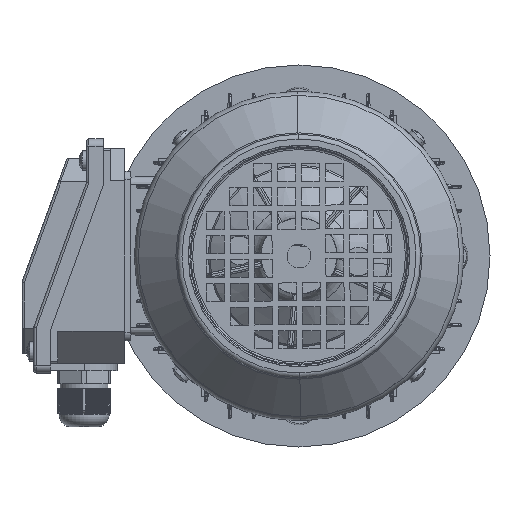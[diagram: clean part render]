
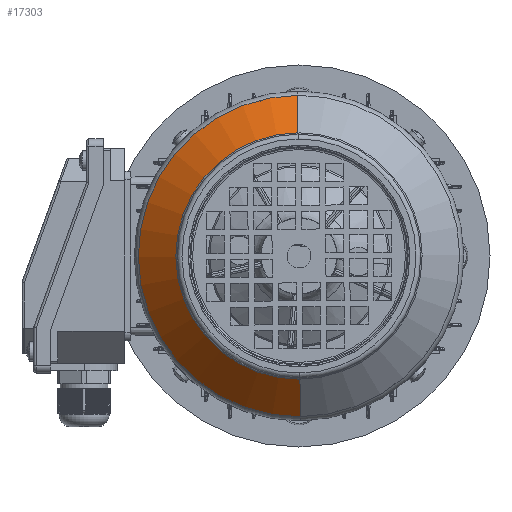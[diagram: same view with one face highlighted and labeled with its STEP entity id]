
A CAD part, left-side view. The second image highlights one B-rep face of the part: STEP entity #17303.
In plain terms, the highlighted conical face has half-angle 45 degrees and reference radius 51.586 mm.
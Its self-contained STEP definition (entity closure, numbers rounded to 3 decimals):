
#16085 = CARTESIAN_POINT ( 'NONE',  ( 53.713, 0., 67.287 ) ) ;
#16087 = DIRECTION ( 'NONE',  ( 0., 0., 1. ) ) ;
#16089 = DIRECTION ( 'NONE',  ( -1., 0., 0. ) ) ;
#16091 = CARTESIAN_POINT ( 'NONE',  ( 53.713, 0., 0. ) ) ;
#16092 = AXIS2_PLACEMENT_3D ( 'NONE', #16091, #16089, #16087 ) ;
#16094 = CIRCLE ( 'NONE', #16092, 67.287 ) ;
#16100 = CARTESIAN_POINT ( 'NONE',  ( 53.713, 0., -67.287 ) ) ;
#16102 = DIRECTION ( 'NONE',  ( -0.707, 0., -0.707 ) ) ;
#16103 = VECTOR ( 'NONE', #16102, 1000. ) ;
#16105 = CARTESIAN_POINT ( 'NONE',  ( 69.414, 0., -51.586 ) ) ;
#16107 = LINE ( 'NONE', #16105, #16103 ) ;
#16175 = CARTESIAN_POINT ( 'NONE',  ( 69.414, 0., 51.586 ) ) ;
#16178 = CARTESIAN_POINT ( 'NONE',  ( 69.414, 0., -51.586 ) ) ;
#16400 = DIRECTION ( 'NONE',  ( -0.707, 0., 0.707 ) ) ;
#16401 = VECTOR ( 'NONE', #16400, 1000. ) ;
#16403 = CARTESIAN_POINT ( 'NONE',  ( 69.414, 0., 51.586 ) ) ;
#16405 = LINE ( 'NONE', #16403, #16401 ) ;
#16426 = DIRECTION ( 'NONE',  ( 0., 0., 1. ) ) ;
#16428 = DIRECTION ( 'NONE',  ( -1., 0., 0. ) ) ;
#16430 = CARTESIAN_POINT ( 'NONE',  ( 69.414, 0., 0. ) ) ;
#16432 = AXIS2_PLACEMENT_3D ( 'NONE', #16430, #16428, #16426 ) ;
#16433 = CIRCLE ( 'NONE', #16432, 51.586 ) ;
#16438 = DIRECTION ( 'NONE',  ( 0., 0., 1. ) ) ;
#16439 = DIRECTION ( 'NONE',  ( -1., 0., 0. ) ) ;
#16440 = CARTESIAN_POINT ( 'NONE',  ( 69.414, 0., 0. ) ) ;
#16442 = AXIS2_PLACEMENT_3D ( 'NONE', #16440, #16439, #16438 ) ;
#16448 = CONICAL_SURFACE ( 'NONE', #16442, 51.586, 0.785 ) ;
#16450 = FACE_OUTER_BOUND ( 'NONE', #17306, .T. ) ;
#17153 = ORIENTED_EDGE ( 'NONE', *, *, #17154, .T. ) ;
#17154 = EDGE_CURVE ( 'NONE', #17178, #17155, #16107, .T. ) ;
#17155 = VERTEX_POINT ( 'NONE', #16100 ) ;
#17157 = ORIENTED_EDGE ( 'NONE', *, *, #17159, .F. ) ;
#17159 = EDGE_CURVE ( 'NONE', #17160, #17155, #16094, .T. ) ;
#17160 = VERTEX_POINT ( 'NONE', #16085 ) ;
#17161 = ORIENTED_EDGE ( 'NONE', *, *, #17266, .F. ) ;
#17178 = VERTEX_POINT ( 'NONE', #16178 ) ;
#17181 = VERTEX_POINT ( 'NONE', #16175 ) ;
#17266 = EDGE_CURVE ( 'NONE', #17181, #17160, #16405, .T. ) ;
#17303 = ADVANCED_FACE ( 'NONE', ( #16450 ), #16448, .T. ) ;
#17306 = EDGE_LOOP ( 'NONE', ( #17308, #17153, #17157, #17161 ) ) ;
#17308 = ORIENTED_EDGE ( 'NONE', *, *, #17310, .T. ) ;
#17310 = EDGE_CURVE ( 'NONE', #17181, #17178, #16433, .T. ) ;
